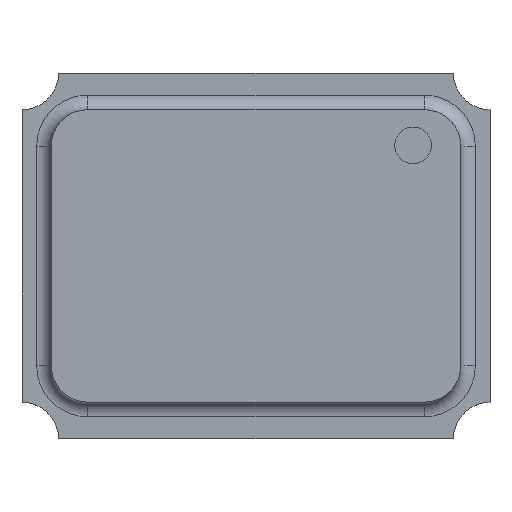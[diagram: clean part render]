
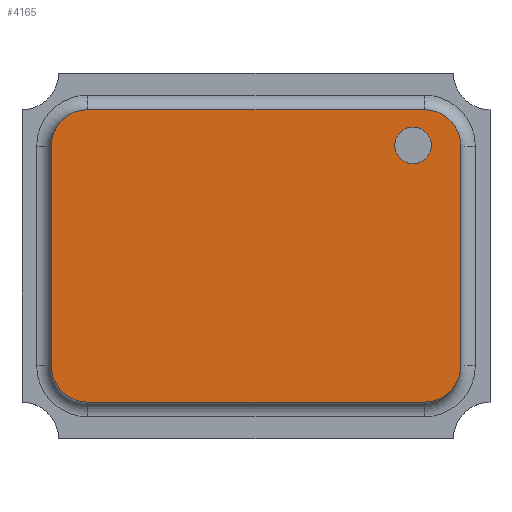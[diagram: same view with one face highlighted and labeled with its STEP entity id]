
A CAD part, top view. The second image highlights one B-rep face of the part: STEP entity #4165.
In plain terms, the highlighted planar face has unit normal (0, 0, 1).
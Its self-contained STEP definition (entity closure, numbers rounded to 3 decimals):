
#38 = DIRECTION ( 'NONE',  ( 0., 0., 1. ) ) ;
#245 = AXIS2_PLACEMENT_3D ( 'NONE', #321, #2580, #2036 ) ;
#321 = CARTESIAN_POINT ( 'NONE',  ( -1.15, 0.75, 0.7 ) ) ;
#332 = CARTESIAN_POINT ( 'NONE',  ( 1.15, 0.75, 0.7 ) ) ;
#419 = AXIS2_PLACEMENT_3D ( 'NONE', #3197, #3535, #1734 ) ;
#488 = DIRECTION ( 'NONE',  ( 1., 0., 0. ) ) ;
#613 = LINE ( 'NONE', #4423, #3522 ) ;
#667 = EDGE_LOOP ( 'NONE', ( #3554, #4072 ) ) ;
#688 = EDGE_CURVE ( 'NONE', #3000, #4004, #962, .T. ) ;
#743 = AXIS2_PLACEMENT_3D ( 'NONE', #1104, #3246, #488 ) ;
#749 = DIRECTION ( 'NONE',  ( -1., 0., 0. ) ) ;
#752 = DIRECTION ( 'NONE',  ( 0., 0., 1. ) ) ;
#860 = LINE ( 'NONE', #1178, #1634 ) ;
#901 = DIRECTION ( 'NONE',  ( 1., 0., 0. ) ) ;
#962 = CIRCLE ( 'NONE', #743, 0.25 ) ;
#990 = EDGE_CURVE ( 'NONE', #2785, #1567, #2465, .T. ) ;
#1068 = DIRECTION ( 'NONE',  ( 0., 0., 1. ) ) ;
#1104 = CARTESIAN_POINT ( 'NONE',  ( 1.15, -0.75, 0.7 ) ) ;
#1178 = CARTESIAN_POINT ( 'NONE',  ( -1.15, -1., 0.7 ) ) ;
#1184 = AXIS2_PLACEMENT_3D ( 'NONE', #1523, #752, #2892 ) ;
#1241 = ORIENTED_EDGE ( 'NONE', *, *, #1325, .T. ) ;
#1325 = EDGE_CURVE ( 'NONE', #1567, #3144, #2134, .T. ) ;
#1370 = CARTESIAN_POINT ( 'NONE',  ( 1.15, 1., 0.7 ) ) ;
#1523 = CARTESIAN_POINT ( 'NONE',  ( -1.15, -0.75, 0.7 ) ) ;
#1567 = VERTEX_POINT ( 'NONE', #3822 ) ;
#1617 = ORIENTED_EDGE ( 'NONE', *, *, #2881, .T. ) ;
#1634 = VECTOR ( 'NONE', #901, 1000. ) ;
#1647 = EDGE_CURVE ( 'NONE', #3144, #4177, #1684, .T. ) ;
#1674 = FACE_BOUND ( 'NONE', #667, .T. ) ;
#1684 = CIRCLE ( 'NONE', #1184, 0.25 ) ;
#1734 = DIRECTION ( 'NONE',  ( 1., 0., 0. ) ) ;
#1782 = DIRECTION ( 'NONE',  ( 1., 0., 0. ) ) ;
#1793 = AXIS2_PLACEMENT_3D ( 'NONE', #332, #1068, #749 ) ;
#1842 = EDGE_CURVE ( 'NONE', #4004, #4017, #3456, .T. ) ;
#1854 = CIRCLE ( 'NONE', #1990, 0.125 ) ;
#1960 = DIRECTION ( 'NONE',  ( 0., 0., 1. ) ) ;
#1968 = VECTOR ( 'NONE', #4129, 1000. ) ;
#1990 = AXIS2_PLACEMENT_3D ( 'NONE', #4164, #38, #1782 ) ;
#2025 = CARTESIAN_POINT ( 'NONE',  ( -1.15, -0.75, 0.7 ) ) ;
#2033 = VERTEX_POINT ( 'NONE', #4210 ) ;
#2036 = DIRECTION ( 'NONE',  ( 1., 0., 0. ) ) ;
#2134 = LINE ( 'NONE', #2534, #2233 ) ;
#2233 = VECTOR ( 'NONE', #2488, 1000. ) ;
#2241 = CARTESIAN_POINT ( 'NONE',  ( 1.4, 0.75, 0.7 ) ) ;
#2252 = CARTESIAN_POINT ( 'NONE',  ( 0.949, 0.756, 0.7 ) ) ;
#2287 = PLANE ( 'NONE',  #2298 ) ;
#2298 = AXIS2_PLACEMENT_3D ( 'NONE', #2025, #1960, #4118 ) ;
#2361 = VERTEX_POINT ( 'NONE', #2252 ) ;
#2405 = CARTESIAN_POINT ( 'NONE',  ( 1.4, 0.75, 0.7 ) ) ;
#2448 = CARTESIAN_POINT ( 'NONE',  ( -1.15, 1., 0.7 ) ) ;
#2465 = CIRCLE ( 'NONE', #245, 0.25 ) ;
#2474 = VERTEX_POINT ( 'NONE', #1370 ) ;
#2488 = DIRECTION ( 'NONE',  ( 0., -1., 0. ) ) ;
#2499 = CIRCLE ( 'NONE', #1793, 0.25 ) ;
#2534 = CARTESIAN_POINT ( 'NONE',  ( -1.4, 0.75, 0.7 ) ) ;
#2580 = DIRECTION ( 'NONE',  ( 0., 0., 1. ) ) ;
#2653 = FACE_OUTER_BOUND ( 'NONE', #3167, .T. ) ;
#2672 = CARTESIAN_POINT ( 'NONE',  ( 1.15, -1., 0.7 ) ) ;
#2729 = ORIENTED_EDGE ( 'NONE', *, *, #1842, .T. ) ;
#2785 = VERTEX_POINT ( 'NONE', #2448 ) ;
#2837 = EDGE_CURVE ( 'NONE', #2033, #2361, #1854, .T. ) ;
#2881 = EDGE_CURVE ( 'NONE', #4177, #3000, #860, .T. ) ;
#2892 = DIRECTION ( 'NONE',  ( 1., 0., 0. ) ) ;
#2933 = ORIENTED_EDGE ( 'NONE', *, *, #990, .T. ) ;
#3000 = VERTEX_POINT ( 'NONE', #2672 ) ;
#3090 = EDGE_CURVE ( 'NONE', #2474, #2785, #613, .T. ) ;
#3144 = VERTEX_POINT ( 'NONE', #3869 ) ;
#3154 = CARTESIAN_POINT ( 'NONE',  ( 1.4, -0.75, 0.7 ) ) ;
#3167 = EDGE_LOOP ( 'NONE', ( #4268, #1617, #3291, #2729, #3267, #3877, #2933, #1241 ) ) ;
#3197 = CARTESIAN_POINT ( 'NONE',  ( 1.074, 0.756, 0.7 ) ) ;
#3246 = DIRECTION ( 'NONE',  ( 0., 0., 1. ) ) ;
#3267 = ORIENTED_EDGE ( 'NONE', *, *, #3848, .T. ) ;
#3291 = ORIENTED_EDGE ( 'NONE', *, *, #688, .T. ) ;
#3410 = CARTESIAN_POINT ( 'NONE',  ( -1.15, -1., 0.7 ) ) ;
#3456 = LINE ( 'NONE', #2405, #1968 ) ;
#3522 = VECTOR ( 'NONE', #4400, 1000. ) ;
#3535 = DIRECTION ( 'NONE',  ( 0., 0., 1. ) ) ;
#3554 = ORIENTED_EDGE ( 'NONE', *, *, #2837, .F. ) ;
#3822 = CARTESIAN_POINT ( 'NONE',  ( -1.4, 0.75, 0.7 ) ) ;
#3848 = EDGE_CURVE ( 'NONE', #4017, #2474, #2499, .T. ) ;
#3869 = CARTESIAN_POINT ( 'NONE',  ( -1.4, -0.75, 0.7 ) ) ;
#3877 = ORIENTED_EDGE ( 'NONE', *, *, #3090, .T. ) ;
#4004 = VERTEX_POINT ( 'NONE', #3154 ) ;
#4017 = VERTEX_POINT ( 'NONE', #2241 ) ;
#4060 = EDGE_CURVE ( 'NONE', #2361, #2033, #4401, .T. ) ;
#4072 = ORIENTED_EDGE ( 'NONE', *, *, #4060, .F. ) ;
#4118 = DIRECTION ( 'NONE',  ( 1., 0., 0. ) ) ;
#4129 = DIRECTION ( 'NONE',  ( 0., 1., 0. ) ) ;
#4164 = CARTESIAN_POINT ( 'NONE',  ( 1.074, 0.756, 0.7 ) ) ;
#4165 = ADVANCED_FACE ( 'NONE', ( #1674, #2653 ), #2287, .T. ) ;
#4177 = VERTEX_POINT ( 'NONE', #3410 ) ;
#4210 = CARTESIAN_POINT ( 'NONE',  ( 1.199, 0.756, 0.7 ) ) ;
#4268 = ORIENTED_EDGE ( 'NONE', *, *, #1647, .T. ) ;
#4400 = DIRECTION ( 'NONE',  ( -1., 0., 0. ) ) ;
#4401 = CIRCLE ( 'NONE', #419, 0.125 ) ;
#4423 = CARTESIAN_POINT ( 'NONE',  ( -1.15, 1., 0.7 ) ) ;
